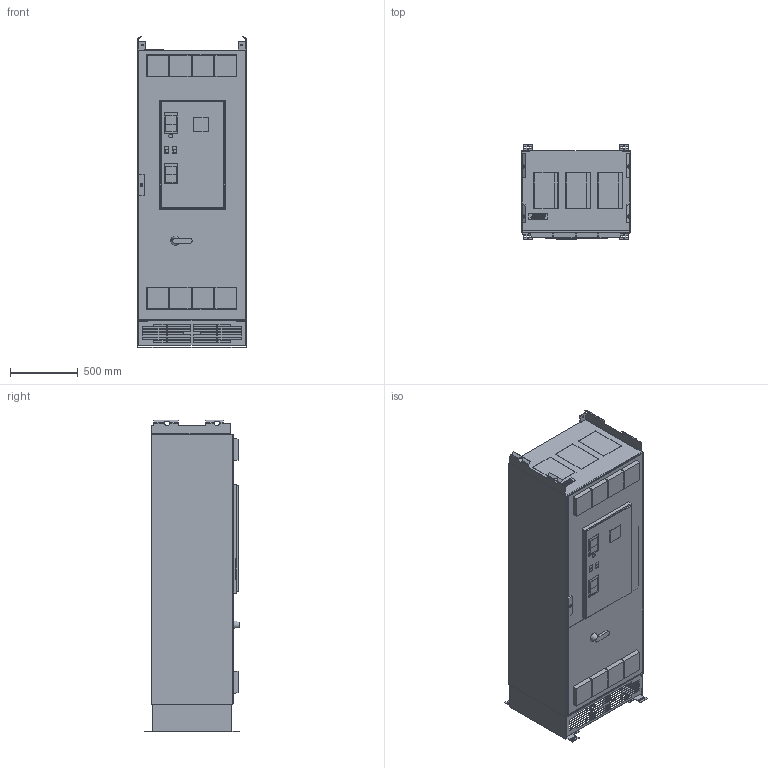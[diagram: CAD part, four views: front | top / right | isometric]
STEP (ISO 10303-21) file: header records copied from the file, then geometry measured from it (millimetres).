
FILE_DESCRIPTION(/* description */ (''),/* implementation_level */ '2;1');
FILE_NAME(/* name */ '181K4923.stp',/* time_stamp */ '2026-01-15T11:32:44+02:00',/* author */ (''),/* organization */ (''),/* preprocessor_version */ 'ST-DEVELOPER v20',/* originating_system */ 'SIEMENS PLM Software NX2312.3002',/* authorisation */ '');
FILE_SCHEMA (('AUTOMOTIVE_DESIGN { 1 0 10303 214 3 1 1 1 }'));
Products named in the file (4): 181K4897; 181K4892; 181K4905; 181K4923
Assembly tree (3 placements, depth 2):
  181K4923
    181K4905
    181K4892
    181K4897
Bounding box: 800 x 706.8 x 2302.5 mm (x, y, z)
Volume: 583895654.5 mm3; surface area: 22917106.7 mm2
Topology: 3 solids, 17 shells, 1738 faces, 4651 edges, 3067 vertices
Faces by surface type: plane 1333, cylinder 238, torus 72, extrusion 47, cone 37, bspline 11
Full cylindrical faces by diameter (mm): 3 x1, 4 x1, 6 x1, 6.5 x2, 7 x9, 8 x1, 8.5 x1, 10 x12, 10.5 x12, 12.2 x1, 13 x3, 15 x12, 15.5 x24, 18 x5, 19.788 x1, 22 x1, 24 x3, 28 x1, 28.338 x1, 28.472 x1, 46 x10, 50.4 x1, 65 x8
Entity records: 64444 total; most frequent: CARTESIAN_POINT 14490, ORIENTED_EDGE 8646, DIRECTION 7924, EDGE_CURVE 4323, VECTOR 3398, LINE 3351, VERTEX_POINT 2984, EDGE_LOOP 2317
